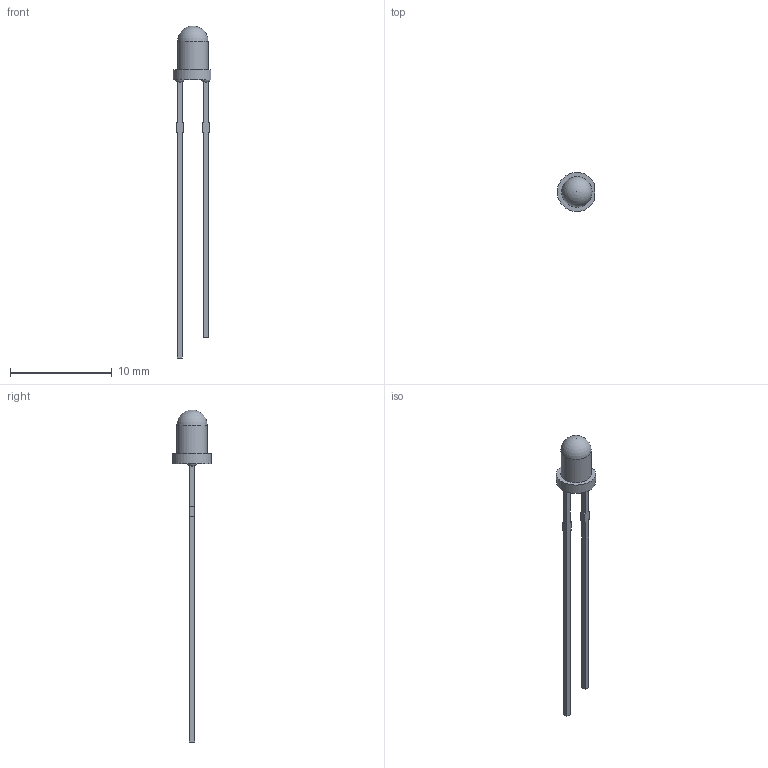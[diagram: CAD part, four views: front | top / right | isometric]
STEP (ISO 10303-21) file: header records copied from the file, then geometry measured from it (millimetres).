
FILE_DESCRIPTION(/* description */ ('Unknown'),/* implementation_level */ '2;1');
FILE_NAME(/* name */ '1540031EC4590',/* time_stamp */ '2019-07-16T11:52:24+02:00',/* author */ ('Unknown'),/* organization */ ('Unknown'),/* preprocessor_version */ 'ST-DEVELOPER v16.7',/* originating_system */ 'DEX',/* authorisation */ $);
FILE_SCHEMA (('AUTOMOTIVE_DESIGN {1 0 10303 214 3 1 1}'));
Length unit declared in the file: millimetre
Products named in the file (1): 1540031EC4590
Bounding box: 3.67 x 3.84 x 32.7 mm (x, y, z)
Volume: 51.8 mm3; surface area: 174.9 mm2
Topology: 1 solids, 1 shells, 34 faces, 90 edges, 60 vertices
Faces by surface type: plane 29, sphere 3, cylinder 2
Full cylindrical faces by diameter (mm): 3 x1
Entity records: 1255 total; most frequent: CARTESIAN_POINT 173, DIRECTION 166, ORIENTED_EDGE 164, EDGE_CURVE 82, LINE 68, VECTOR 68, VERTEX_POINT 56, AXIS2_PLACEMENT_3D 49
